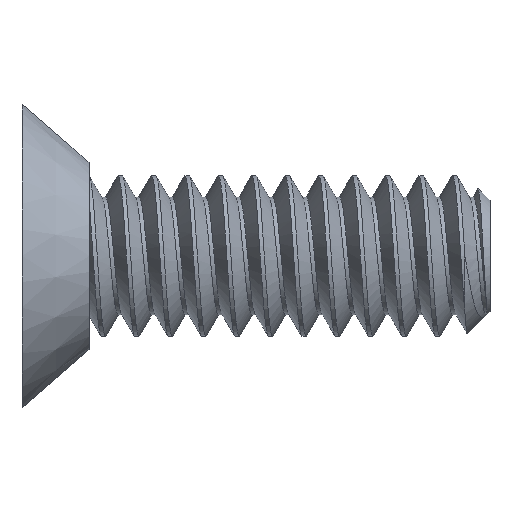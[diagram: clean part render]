
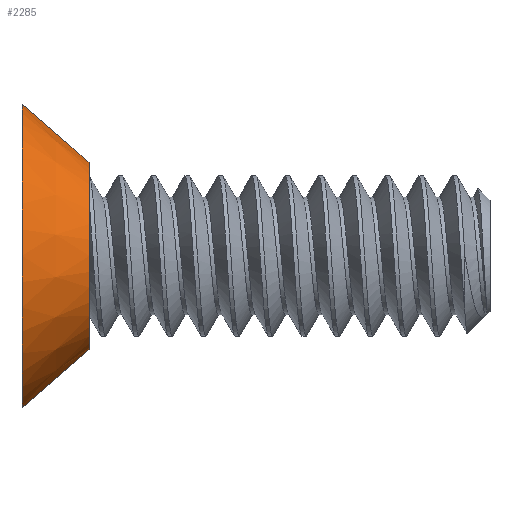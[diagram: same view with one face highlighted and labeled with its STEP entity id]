
A CAD part, top view. The second image highlights one B-rep face of the part: STEP entity #2285.
In plain terms, the highlighted conical face has half-angle 41 degrees and reference radius 1.262 mm.
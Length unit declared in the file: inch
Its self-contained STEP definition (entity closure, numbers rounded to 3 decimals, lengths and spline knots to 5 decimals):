
#82 = VECTOR ( 'NONE', #1621, 39.37008 ) ;
#127 = EDGE_LOOP ( 'NONE', ( #750, #331, #2353, #290 ) ) ;
#233 = CIRCLE ( 'NONE', #565, 0.04971 ) ;
#279 = DIRECTION ( 'NONE',  ( -1., 0., 0. ) ) ;
#290 = ORIENTED_EDGE ( 'NONE', *, *, #1337, .F. ) ;
#331 = ORIENTED_EDGE ( 'NONE', *, *, #360, .T. ) ;
#360 = EDGE_CURVE ( 'NONE', #1332, #1779, #2019, .T. ) ;
#403 = AXIS2_PLACEMENT_3D ( 'NONE', #2360, #811, #1041 ) ;
#456 = CARTESIAN_POINT ( 'NONE',  ( -0.125, 0.081, 0. ) ) ;
#562 = CARTESIAN_POINT ( 'NONE',  ( -0.125, -0.081, 0. ) ) ;
#565 = AXIS2_PLACEMENT_3D ( 'NONE', #2114, #3126, #1604 ) ;
#750 = ORIENTED_EDGE ( 'NONE', *, *, #2336, .T. ) ;
#811 = DIRECTION ( 'NONE',  ( -1., 0., 0. ) ) ;
#902 = FACE_OUTER_BOUND ( 'NONE', #127, .T. ) ;
#1041 = DIRECTION ( 'NONE',  ( 0., -1., 0. ) ) ;
#1295 = CARTESIAN_POINT ( 'NONE',  ( -0.089, -0.04971, 0. ) ) ;
#1328 = VERTEX_POINT ( 'NONE', #562 ) ;
#1332 = VERTEX_POINT ( 'NONE', #3097 ) ;
#1337 = EDGE_CURVE ( 'NONE', #2195, #1328, #3122, .T. ) ;
#1554 = CARTESIAN_POINT ( 'NONE',  ( -0.089, 0.04971, 0. ) ) ;
#1604 = DIRECTION ( 'NONE',  ( 0., -1., 0. ) ) ;
#1621 = DIRECTION ( 'NONE',  ( -0.755, -0.656, 0. ) ) ;
#1779 = VERTEX_POINT ( 'NONE', #456 ) ;
#2019 = LINE ( 'NONE', #1554, #2539 ) ;
#2109 = CARTESIAN_POINT ( 'NONE',  ( -0.089, -0.04971, 0. ) ) ;
#2114 = CARTESIAN_POINT ( 'NONE',  ( -0.089, 0., 0. ) ) ;
#2174 = CONICAL_SURFACE ( 'NONE', #2909, 0.04971, 0.716 ) ;
#2195 = VERTEX_POINT ( 'NONE', #1295 ) ;
#2285 = ADVANCED_FACE ( 'NONE', ( #902 ), #2174, .T. ) ;
#2325 = DIRECTION ( 'NONE',  ( -0.755, 0.656, 0. ) ) ;
#2336 = EDGE_CURVE ( 'NONE', #2195, #1332, #233, .T. ) ;
#2353 = ORIENTED_EDGE ( 'NONE', *, *, #3135, .F. ) ;
#2360 = CARTESIAN_POINT ( 'NONE',  ( -0.125, 0., 0. ) ) ;
#2539 = VECTOR ( 'NONE', #2325, 39.37008 ) ;
#2824 = DIRECTION ( 'NONE',  ( 0., -1., 0. ) ) ;
#2909 = AXIS2_PLACEMENT_3D ( 'NONE', #3053, #279, #2824 ) ;
#3002 = CIRCLE ( 'NONE', #403, 0.081 ) ;
#3053 = CARTESIAN_POINT ( 'NONE',  ( -0.089, 0., 0. ) ) ;
#3097 = CARTESIAN_POINT ( 'NONE',  ( -0.089, 0.04971, 0. ) ) ;
#3122 = LINE ( 'NONE', #2109, #82 ) ;
#3126 = DIRECTION ( 'NONE',  ( -1., 0., 0. ) ) ;
#3135 = EDGE_CURVE ( 'NONE', #1328, #1779, #3002, .T. ) ;
